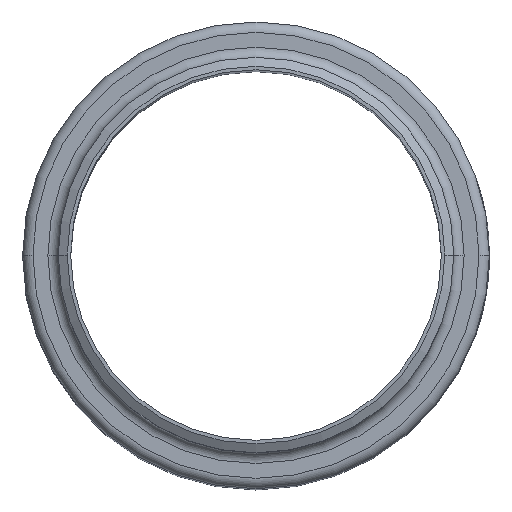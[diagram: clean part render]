
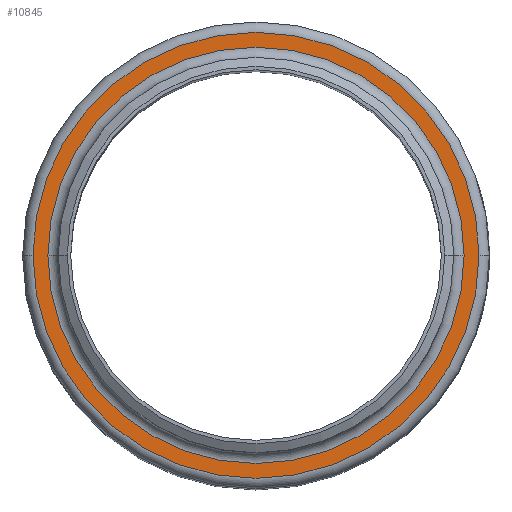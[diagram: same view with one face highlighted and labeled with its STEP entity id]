
A CAD part, top view. The second image highlights one B-rep face of the part: STEP entity #10845.
In plain terms, the highlighted planar face has unit normal (0, 0, 1).
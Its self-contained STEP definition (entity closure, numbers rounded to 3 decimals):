
#326 = AXIS2_PLACEMENT_3D ( 'NONE', #9210, #3054, #610 ) ;
#610 = DIRECTION ( 'NONE',  ( -1., 0., 0. ) ) ;
#1586 = CARTESIAN_POINT ( 'NONE',  ( 64.45, 0., -50. ) ) ;
#3054 = DIRECTION ( 'NONE',  ( 0., 0., 1. ) ) ;
#3693 = VERTEX_POINT ( 'NONE', #24207 ) ;
#3779 = ORIENTED_EDGE ( 'NONE', *, *, #25190, .T. ) ;
#4957 = CARTESIAN_POINT ( 'NONE',  ( -60.15, 0., -50. ) ) ;
#6894 = CARTESIAN_POINT ( 'NONE',  ( 60.15, 0., -50. ) ) ;
#7036 = AXIS2_PLACEMENT_3D ( 'NONE', #8011, #8287, #22759 ) ;
#7652 = PLANE ( 'NONE',  #23805 ) ;
#8011 = CARTESIAN_POINT ( 'NONE',  ( 0., 0., -50. ) ) ;
#8287 = DIRECTION ( 'NONE',  ( 0., 0., -1. ) ) ;
#8343 = CIRCLE ( 'NONE', #7036, 60.15 ) ;
#9210 = CARTESIAN_POINT ( 'NONE',  ( 0., 0., -50. ) ) ;
#10535 = CIRCLE ( 'NONE', #20105, 60.15 ) ;
#10845 = ADVANCED_FACE ( 'NONE', ( #13953, #14218 ), #7652, .F. ) ;
#11970 = DIRECTION ( 'NONE',  ( 0., 0., 1. ) ) ;
#12176 = VERTEX_POINT ( 'NONE', #6894 ) ;
#13296 = EDGE_CURVE ( 'NONE', #17480, #3693, #23879, .T. ) ;
#13953 = FACE_BOUND ( 'NONE', #25121, .T. ) ;
#14218 = FACE_OUTER_BOUND ( 'NONE', #15669, .T. ) ;
#14578 = VERTEX_POINT ( 'NONE', #4957 ) ;
#14594 = AXIS2_PLACEMENT_3D ( 'NONE', #24508, #11970, #20275 ) ;
#15669 = EDGE_LOOP ( 'NONE', ( #3779, #24656 ) ) ;
#16197 = ORIENTED_EDGE ( 'NONE', *, *, #23427, .T. ) ;
#16393 = DIRECTION ( 'NONE',  ( 0., 0., -1. ) ) ;
#17170 = CARTESIAN_POINT ( 'NONE',  ( 0., 0., -50. ) ) ;
#17480 = VERTEX_POINT ( 'NONE', #1586 ) ;
#18434 = DIRECTION ( 'NONE',  ( -1., 0., 0. ) ) ;
#20105 = AXIS2_PLACEMENT_3D ( 'NONE', #17170, #21270, #25498 ) ;
#20275 = DIRECTION ( 'NONE',  ( -1., 0., 0. ) ) ;
#20623 = CARTESIAN_POINT ( 'NONE',  ( 0., 57.15, -50. ) ) ;
#21270 = DIRECTION ( 'NONE',  ( 0., 0., -1. ) ) ;
#22759 = DIRECTION ( 'NONE',  ( -1., 0., 0. ) ) ;
#23284 = CIRCLE ( 'NONE', #14594, 64.45 ) ;
#23427 = EDGE_CURVE ( 'NONE', #14578, #12176, #10535, .T. ) ;
#23528 = EDGE_CURVE ( 'NONE', #12176, #14578, #8343, .T. ) ;
#23805 = AXIS2_PLACEMENT_3D ( 'NONE', #20623, #16393, #18434 ) ;
#23879 = CIRCLE ( 'NONE', #326, 64.45 ) ;
#24207 = CARTESIAN_POINT ( 'NONE',  ( -64.45, 0., -50. ) ) ;
#24266 = ORIENTED_EDGE ( 'NONE', *, *, #23528, .T. ) ;
#24508 = CARTESIAN_POINT ( 'NONE',  ( 0., 0., -50. ) ) ;
#24656 = ORIENTED_EDGE ( 'NONE', *, *, #13296, .T. ) ;
#25121 = EDGE_LOOP ( 'NONE', ( #16197, #24266 ) ) ;
#25190 = EDGE_CURVE ( 'NONE', #3693, #17480, #23284, .T. ) ;
#25498 = DIRECTION ( 'NONE',  ( -1., 0., 0. ) ) ;
